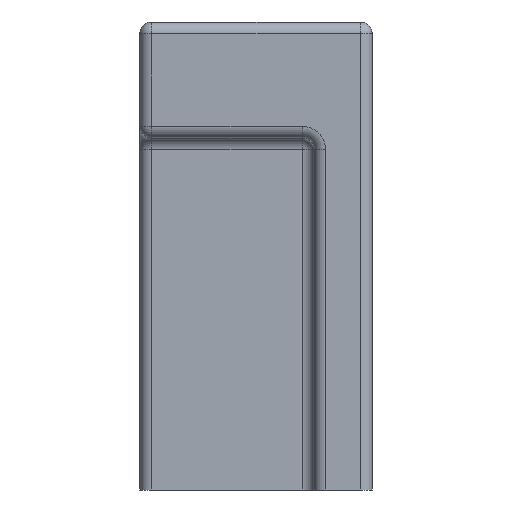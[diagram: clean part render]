
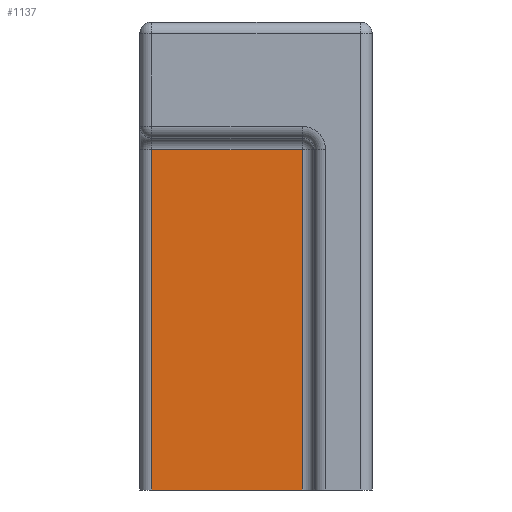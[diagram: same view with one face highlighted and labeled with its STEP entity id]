
A CAD part, left-side view. The second image highlights one B-rep face of the part: STEP entity #1137.
In plain terms, the highlighted planar face has unit normal (-1, 0, 0).
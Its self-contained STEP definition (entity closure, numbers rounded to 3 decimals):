
#43 = PLANE('',#44);
#44 = AXIS2_PLACEMENT_3D('',#45,#46,#47);
#45 = CARTESIAN_POINT('',(0.,20.,282.188));
#46 = DIRECTION('',(0.,0.,1.));
#47 = DIRECTION('',(1.,0.,0.));
#490 = VERTEX_POINT('',#491);
#491 = CARTESIAN_POINT('',(100.,19.,282.188));
#510 = CYLINDRICAL_SURFACE('',#511,1.);
#511 = AXIS2_PLACEMENT_3D('',#512,#513,#514);
#512 = CARTESIAN_POINT('',(101.,19.,312.5));
#513 = DIRECTION('',(-0.,0.,-1.));
#514 = DIRECTION('',(0.,1.,0.));
#522 = EDGE_CURVE('',#490,#523,#525,.T.);
#523 = VERTEX_POINT('',#524);
#524 = CARTESIAN_POINT('',(100.,6.,282.188));
#525 = SURFACE_CURVE('',#526,(#530,#536),.PCURVE_S1.);
#526 = LINE('',#527,#528);
#527 = CARTESIAN_POINT('',(100.,20.,282.188));
#528 = VECTOR('',#529,1.);
#529 = DIRECTION('',(0.,-1.,0.));
#530 = PCURVE('',#43,#531);
#531 = DEFINITIONAL_REPRESENTATION('',(#532),#535);
#532 = B_SPLINE_CURVE_WITH_KNOTS('',1,(#533,#534),.UNSPECIFIED.,.F.,.F.,
  (2,2),(1.,14.),.PIECEWISE_BEZIER_KNOTS.);
#533 = CARTESIAN_POINT('',(100.,-1.));
#534 = CARTESIAN_POINT('',(100.,-14.));
#535 = ( GEOMETRIC_REPRESENTATION_CONTEXT(2) 
PARAMETRIC_REPRESENTATION_CONTEXT() REPRESENTATION_CONTEXT('2D SPACE',''
  ) );
#536 = PCURVE('',#537,#542);
#537 = PLANE('',#538);
#538 = AXIS2_PLACEMENT_3D('',#539,#540,#541);
#539 = CARTESIAN_POINT('',(100.,20.,312.5));
#540 = DIRECTION('',(1.,0.,0.));
#541 = DIRECTION('',(0.,0.,-1.));
#542 = DEFINITIONAL_REPRESENTATION('',(#543),#546);
#543 = B_SPLINE_CURVE_WITH_KNOTS('',1,(#544,#545),.UNSPECIFIED.,.F.,.F.,
  (2,2),(1.,14.),.PIECEWISE_BEZIER_KNOTS.);
#544 = CARTESIAN_POINT('',(30.313,-1.));
#545 = CARTESIAN_POINT('',(30.313,-14.));
#546 = ( GEOMETRIC_REPRESENTATION_CONTEXT(2) 
PARAMETRIC_REPRESENTATION_CONTEXT() REPRESENTATION_CONTEXT('2D SPACE',''
  ) );
#569 = CYLINDRICAL_SURFACE('',#570,1.);
#570 = AXIS2_PLACEMENT_3D('',#571,#572,#573);
#571 = CARTESIAN_POINT('',(99.,6.,312.5));
#572 = DIRECTION('',(-0.,0.,-1.));
#573 = DIRECTION('',(0.,-1.,-0.));
#1090 = VERTEX_POINT('',#1091);
#1091 = CARTESIAN_POINT('',(100.,6.,311.5));
#1116 = EDGE_CURVE('',#1090,#523,#1117,.T.);
#1117 = SURFACE_CURVE('',#1118,(#1122,#1129),.PCURVE_S1.);
#1118 = LINE('',#1119,#1120);
#1119 = CARTESIAN_POINT('',(100.,6.,312.5));
#1120 = VECTOR('',#1121,1.);
#1121 = DIRECTION('',(-0.,0.,-1.));
#1122 = PCURVE('',#569,#1123);
#1123 = DEFINITIONAL_REPRESENTATION('',(#1124),#1128);
#1124 = LINE('',#1125,#1126);
#1125 = CARTESIAN_POINT('',(-1.571,0.));
#1126 = VECTOR('',#1127,1.);
#1127 = DIRECTION('',(-0.,1.));
#1128 = ( GEOMETRIC_REPRESENTATION_CONTEXT(2) 
PARAMETRIC_REPRESENTATION_CONTEXT() REPRESENTATION_CONTEXT('2D SPACE',''
  ) );
#1129 = PCURVE('',#537,#1130);
#1130 = DEFINITIONAL_REPRESENTATION('',(#1131),#1135);
#1131 = LINE('',#1132,#1133);
#1132 = CARTESIAN_POINT('',(0.,-14.));
#1133 = VECTOR('',#1134,1.);
#1134 = DIRECTION('',(1.,0.));
#1135 = ( GEOMETRIC_REPRESENTATION_CONTEXT(2) 
PARAMETRIC_REPRESENTATION_CONTEXT() REPRESENTATION_CONTEXT('2D SPACE',''
  ) );
#1137 = ADVANCED_FACE('',(#1138),#537,.F.);
#1138 = FACE_BOUND('',#1139,.F.);
#1139 = EDGE_LOOP('',(#1140,#1163,#1189,#1190));
#1140 = ORIENTED_EDGE('',*,*,#1141,.F.);
#1141 = EDGE_CURVE('',#1142,#490,#1144,.T.);
#1142 = VERTEX_POINT('',#1143);
#1143 = CARTESIAN_POINT('',(100.,19.,311.5));
#1144 = SURFACE_CURVE('',#1145,(#1149,#1156),.PCURVE_S1.);
#1145 = LINE('',#1146,#1147);
#1146 = CARTESIAN_POINT('',(100.,19.,312.5));
#1147 = VECTOR('',#1148,1.);
#1148 = DIRECTION('',(-0.,0.,-1.));
#1149 = PCURVE('',#537,#1150);
#1150 = DEFINITIONAL_REPRESENTATION('',(#1151),#1155);
#1151 = LINE('',#1152,#1153);
#1152 = CARTESIAN_POINT('',(0.,-1.));
#1153 = VECTOR('',#1154,1.);
#1154 = DIRECTION('',(1.,0.));
#1155 = ( GEOMETRIC_REPRESENTATION_CONTEXT(2) 
PARAMETRIC_REPRESENTATION_CONTEXT() REPRESENTATION_CONTEXT('2D SPACE',''
  ) );
#1156 = PCURVE('',#510,#1157);
#1157 = DEFINITIONAL_REPRESENTATION('',(#1158),#1162);
#1158 = LINE('',#1159,#1160);
#1159 = CARTESIAN_POINT('',(-1.571,0.));
#1160 = VECTOR('',#1161,1.);
#1161 = DIRECTION('',(-0.,1.));
#1162 = ( GEOMETRIC_REPRESENTATION_CONTEXT(2) 
PARAMETRIC_REPRESENTATION_CONTEXT() REPRESENTATION_CONTEXT('2D SPACE',''
  ) );
#1163 = ORIENTED_EDGE('',*,*,#1164,.T.);
#1164 = EDGE_CURVE('',#1142,#1090,#1165,.T.);
#1165 = SURFACE_CURVE('',#1166,(#1170,#1177),.PCURVE_S1.);
#1166 = LINE('',#1167,#1168);
#1167 = CARTESIAN_POINT('',(100.,20.,311.5));
#1168 = VECTOR('',#1169,1.);
#1169 = DIRECTION('',(0.,-1.,0.));
#1170 = PCURVE('',#537,#1171);
#1171 = DEFINITIONAL_REPRESENTATION('',(#1172),#1176);
#1172 = LINE('',#1173,#1174);
#1173 = CARTESIAN_POINT('',(1.,0.));
#1174 = VECTOR('',#1175,1.);
#1175 = DIRECTION('',(0.,-1.));
#1176 = ( GEOMETRIC_REPRESENTATION_CONTEXT(2) 
PARAMETRIC_REPRESENTATION_CONTEXT() REPRESENTATION_CONTEXT('2D SPACE',''
  ) );
#1177 = PCURVE('',#1178,#1183);
#1178 = CYLINDRICAL_SURFACE('',#1179,1.);
#1179 = AXIS2_PLACEMENT_3D('',#1180,#1181,#1182);
#1180 = CARTESIAN_POINT('',(99.,20.,311.5));
#1181 = DIRECTION('',(0.,-1.,0.));
#1182 = DIRECTION('',(-0.,0.,1.));
#1183 = DEFINITIONAL_REPRESENTATION('',(#1184),#1188);
#1184 = LINE('',#1185,#1186);
#1185 = CARTESIAN_POINT('',(-1.571,0.));
#1186 = VECTOR('',#1187,1.);
#1187 = DIRECTION('',(-0.,1.));
#1188 = ( GEOMETRIC_REPRESENTATION_CONTEXT(2) 
PARAMETRIC_REPRESENTATION_CONTEXT() REPRESENTATION_CONTEXT('2D SPACE',''
  ) );
#1189 = ORIENTED_EDGE('',*,*,#1116,.T.);
#1190 = ORIENTED_EDGE('',*,*,#522,.F.);
